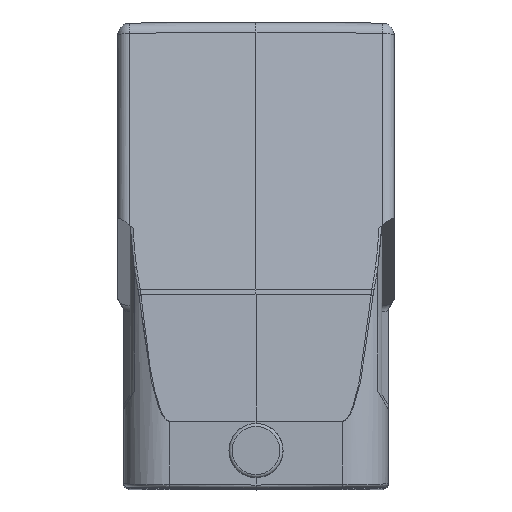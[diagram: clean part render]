
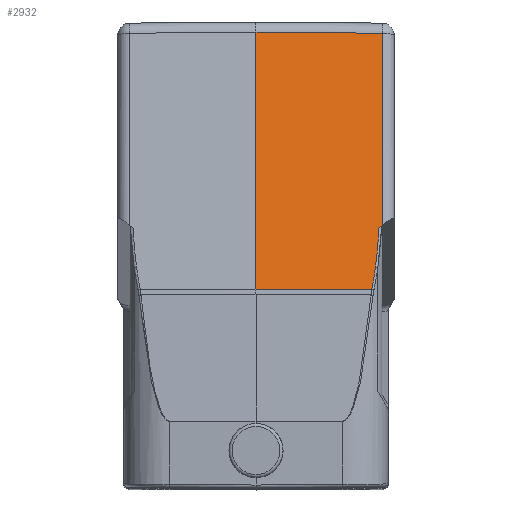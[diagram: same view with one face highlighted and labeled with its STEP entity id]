
A CAD part, top view. The second image highlights one B-rep face of the part: STEP entity #2932.
In plain terms, the highlighted planar face has unit normal (0.009, 0.174, 0.985).
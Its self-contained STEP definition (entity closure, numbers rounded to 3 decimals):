
#323=ELLIPSE('',#9497,40.313,7.);
#774=PLANE('',#9498);
#1406=LINE('',#16068,#2105);
#1407=LINE('',#16072,#2106);
#1457=LINE('',#16452,#2156);
#1458=LINE('',#16454,#2157);
#1459=LINE('',#16456,#2158);
#2105=VECTOR('',#11672,1.);
#2106=VECTOR('',#11677,1.);
#2156=VECTOR('',#11915,1.);
#2157=VECTOR('',#11918,1.);
#2158=VECTOR('',#11919,1.);
#2423=CIRCLE('',#9404,62.354);
#2932=ADVANCED_FACE('',(#3463),#774,.T.);
#3463=FACE_OUTER_BOUND('',#4008,.T.);
#4008=EDGE_LOOP('',(#6387,#6388,#6389,#6390,#6391,#6392,#6393));
#6387=ORIENTED_EDGE('',*,*,#8385,.F.);
#6388=ORIENTED_EDGE('',*,*,#8380,.F.);
#6389=ORIENTED_EDGE('',*,*,#8378,.T.);
#6390=ORIENTED_EDGE('',*,*,#8491,.F.);
#6391=ORIENTED_EDGE('',*,*,#8492,.F.);
#6392=ORIENTED_EDGE('',*,*,#8493,.T.);
#6393=ORIENTED_EDGE('',*,*,#8494,.F.);
#7211=VERTEX_POINT('',#16065);
#7212=VERTEX_POINT('',#16069);
#7213=VERTEX_POINT('',#16073);
#7216=VERTEX_POINT('',#16098);
#7267=VERTEX_POINT('',#16416);
#7273=VERTEX_POINT('',#16455);
#7274=VERTEX_POINT('',#16457);
#8378=EDGE_CURVE('',#7212,#7211,#1406,.T.);
#8380=EDGE_CURVE('',#7212,#7213,#1407,.T.);
#8385=EDGE_CURVE('',#7213,#7216,#2423,.T.);
#8491=EDGE_CURVE('',#7267,#7211,#1457,.T.);
#8492=EDGE_CURVE('',#7273,#7267,#1458,.T.);
#8493=EDGE_CURVE('',#7273,#7274,#1459,.T.);
#8494=EDGE_CURVE('',#7216,#7274,#323,.T.);
#9404=AXIS2_PLACEMENT_3D('',#16103,#11682,#11683);
#9497=AXIS2_PLACEMENT_3D('',#16458,#11920,#11921);
#9498=AXIS2_PLACEMENT_3D('',#16459,#11922,#11923);
#11672=DIRECTION('',(0.,0.985,-0.174));
#11677=DIRECTION('',(-0.762,-0.637,0.119));
#11682=DIRECTION('',(-0.009,-0.174,-0.985));
#11683=DIRECTION('',(0.,-0.985,0.174));
#11915=DIRECTION('',(1.,-0.009,-0.007));
#11918=DIRECTION('',(0.,0.985,-0.174));
#11919=DIRECTION('',(1.,-0.001,-0.009));
#11920=DIRECTION('',(-0.009,-0.174,-0.985));
#11921=DIRECTION('',(0.002,-0.985,0.174));
#11922=DIRECTION('',(0.009,0.174,0.985));
#11923=DIRECTION('',(0.,-0.985,0.174));
#16065=CARTESIAN_POINT('',(20.517,19.584,50.546));
#16068=CARTESIAN_POINT('',(20.517,-11.704,56.062));
#16069=CARTESIAN_POINT('',(20.517,-11.704,56.062));
#16072=CARTESIAN_POINT('',(20.517,-11.704,56.062));
#16073=CARTESIAN_POINT('',(19.963,-12.168,56.149));
#16098=CARTESIAN_POINT('',(19.449,-18.497,57.27));
#16103=CARTESIAN_POINT('',(-42.366,-10.389,56.388));
#16416=CARTESIAN_POINT('',(0.,19.763,50.696));
#16452=CARTESIAN_POINT('',(0.,19.763,50.696));
#16454=CARTESIAN_POINT('',(0.,-22.153,58.087));
#16455=CARTESIAN_POINT('',(0.,-22.155,58.087));
#16456=CARTESIAN_POINT('',(0.017,-22.155,58.087));
#16457=CARTESIAN_POINT('',(18.848,-22.176,57.924));
#16458=CARTESIAN_POINT('',(14.004,6.729,52.87));
#16459=CARTESIAN_POINT('',(0.,21.415,50.404));
